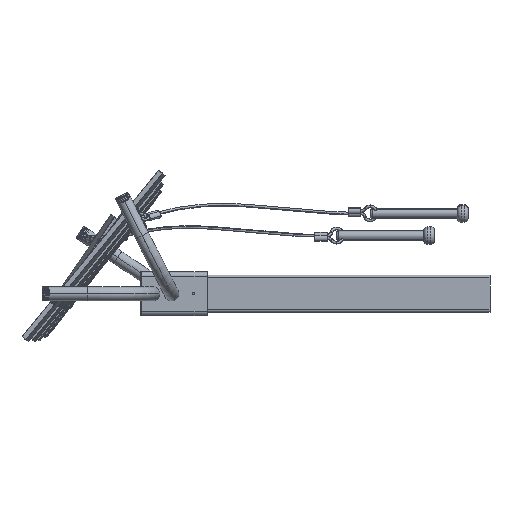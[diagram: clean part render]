
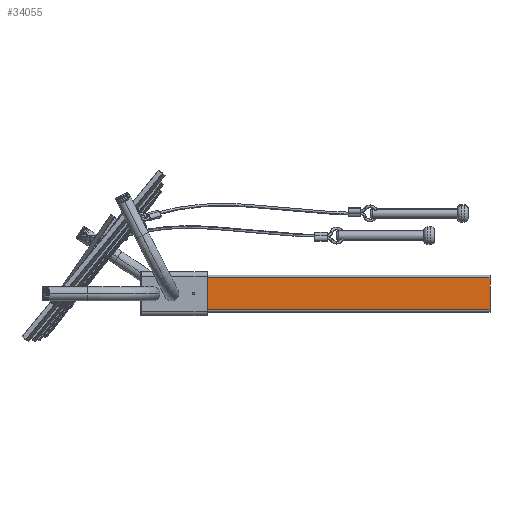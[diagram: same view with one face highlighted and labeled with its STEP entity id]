
A CAD part, left-side view. The second image highlights one B-rep face of the part: STEP entity #34055.
In plain terms, the highlighted planar face has unit normal (-1, 0, 0).
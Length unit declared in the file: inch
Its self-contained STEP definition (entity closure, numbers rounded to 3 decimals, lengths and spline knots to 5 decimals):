
#37 = EDGE_CURVE ( 'NONE', #34975, #10425, #20436, .T. ) ;
#1734 = LINE ( 'NONE', #35311, #30960 ) ;
#2315 = EDGE_CURVE ( 'NONE', #47441, #10425, #26464, .T. ) ;
#2393 = EDGE_LOOP ( 'NONE', ( #23029, #50971, #32828, #23237 ) ) ;
#7572 = AXIS2_PLACEMENT_3D ( 'NONE', #25971, #41647, #20769 ) ;
#9306 = EDGE_CURVE ( 'NONE', #47441, #33589, #26144, .T. ) ;
#9403 = DIRECTION ( 'NONE',  ( 0., 0., 1. ) ) ;
#10425 = VERTEX_POINT ( 'NONE', #14379 ) ;
#13484 = CARTESIAN_POINT ( 'NONE',  ( -1.71875, 68., -1.46875 ) ) ;
#14379 = CARTESIAN_POINT ( 'NONE',  ( -1.71875, 68., 1.46875 ) ) ;
#19622 = VECTOR ( 'NONE', #51427, 39.37008 ) ;
#20436 = LINE ( 'NONE', #53975, #26403 ) ;
#20769 = DIRECTION ( 'NONE',  ( 0., 0., -1. ) ) ;
#23029 = ORIENTED_EDGE ( 'NONE', *, *, #9306, .T. ) ;
#23237 = ORIENTED_EDGE ( 'NONE', *, *, #2315, .F. ) ;
#23793 = DIRECTION ( 'NONE',  ( 0., 0., 1. ) ) ;
#25694 = PLANE ( 'NONE',  #7572 ) ;
#25971 = CARTESIAN_POINT ( 'NONE',  ( -1.71875, 68., 1.71875 ) ) ;
#26144 = LINE ( 'NONE', #13484, #19622 ) ;
#26403 = VECTOR ( 'NONE', #33308, 39.37008 ) ;
#26464 = LINE ( 'NONE', #51195, #50214 ) ;
#30960 = VECTOR ( 'NONE', #23793, 39.37008 ) ;
#32828 = ORIENTED_EDGE ( 'NONE', *, *, #37, .T. ) ;
#33308 = DIRECTION ( 'NONE',  ( 0., 1., 0. ) ) ;
#33589 = VERTEX_POINT ( 'NONE', #48554 ) ;
#34055 = ADVANCED_FACE ( 'NONE', ( #50710 ), #25694, .F. ) ;
#34975 = VERTEX_POINT ( 'NONE', #37250 ) ;
#35311 = CARTESIAN_POINT ( 'NONE',  ( -1.71875, 36., -6.46738 ) ) ;
#37250 = CARTESIAN_POINT ( 'NONE',  ( -1.71875, 36., 1.46875 ) ) ;
#41647 = DIRECTION ( 'NONE',  ( 1., 0., 0. ) ) ;
#47441 = VERTEX_POINT ( 'NONE', #48438 ) ;
#48438 = CARTESIAN_POINT ( 'NONE',  ( -1.71875, 68., -1.46875 ) ) ;
#48554 = CARTESIAN_POINT ( 'NONE',  ( -1.71875, 36., -1.46875 ) ) ;
#50214 = VECTOR ( 'NONE', #9403, 39.37008 ) ;
#50710 = FACE_OUTER_BOUND ( 'NONE', #2393, .T. ) ;
#50971 = ORIENTED_EDGE ( 'NONE', *, *, #51239, .T. ) ;
#51195 = CARTESIAN_POINT ( 'NONE',  ( -1.71875, 68., 1.71875 ) ) ;
#51239 = EDGE_CURVE ( 'NONE', #33589, #34975, #1734, .T. ) ;
#51427 = DIRECTION ( 'NONE',  ( 0., -1., 0. ) ) ;
#53975 = CARTESIAN_POINT ( 'NONE',  ( -1.71875, 68., 1.46875 ) ) ;
